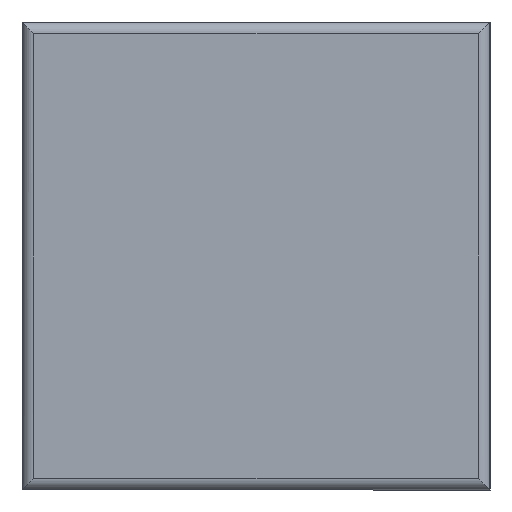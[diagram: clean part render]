
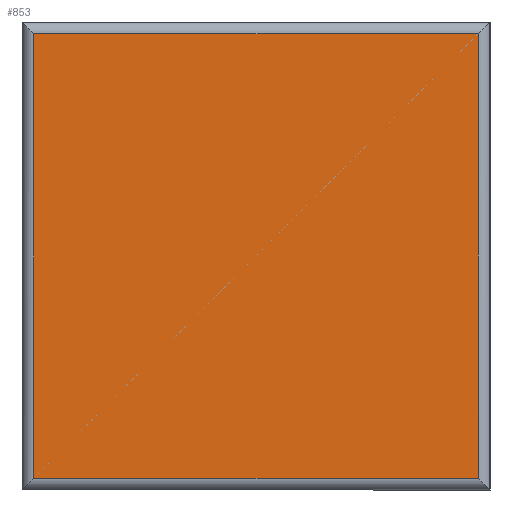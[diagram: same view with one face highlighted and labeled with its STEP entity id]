
A CAD part, left-side view. The second image highlights one B-rep face of the part: STEP entity #853.
In plain terms, the highlighted planar face has unit normal (-1, 0, 0).
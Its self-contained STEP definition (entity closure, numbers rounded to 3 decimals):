
#19 = VECTOR ( 'NONE', #310, 1000. ) ;
#40 = DIRECTION ( 'NONE',  ( 1., 0., 0. ) ) ;
#165 = EDGE_CURVE ( 'NONE', #207, #1208, #335, .T. ) ;
#166 = ORIENTED_EDGE ( 'NONE', *, *, #165, .T. ) ;
#207 = VERTEX_POINT ( 'NONE', #907 ) ;
#236 = EDGE_CURVE ( 'NONE', #1208, #888, #577, .T. ) ;
#246 = DIRECTION ( 'NONE',  ( 0., 0., -1. ) ) ;
#289 = CARTESIAN_POINT ( 'NONE',  ( 0., 0., 0. ) ) ;
#310 = DIRECTION ( 'NONE',  ( 0., 0., 1. ) ) ;
#335 = LINE ( 'NONE', #951, #658 ) ;
#366 = VERTEX_POINT ( 'NONE', #443 ) ;
#443 = CARTESIAN_POINT ( 'NONE',  ( 0., -0.76, -0.76 ) ) ;
#574 = LINE ( 'NONE', #854, #19 ) ;
#577 = LINE ( 'NONE', #1127, #1022 ) ;
#619 = AXIS2_PLACEMENT_3D ( 'NONE', #289, #40, #751 ) ;
#651 = EDGE_CURVE ( 'NONE', #888, #366, #792, .T. ) ;
#658 = VECTOR ( 'NONE', #839, 1000. ) ;
#712 = CARTESIAN_POINT ( 'NONE',  ( 0., 0., -0.76 ) ) ;
#716 = EDGE_LOOP ( 'NONE', ( #166, #789, #790, #1193 ) ) ;
#739 = FACE_OUTER_BOUND ( 'NONE', #716, .T. ) ;
#751 = DIRECTION ( 'NONE',  ( 0., 0., -1. ) ) ;
#789 = ORIENTED_EDGE ( 'NONE', *, *, #236, .T. ) ;
#790 = ORIENTED_EDGE ( 'NONE', *, *, #651, .T. ) ;
#792 = LINE ( 'NONE', #712, #887 ) ;
#839 = DIRECTION ( 'NONE',  ( 0., 1., 0. ) ) ;
#850 = CARTESIAN_POINT ( 'NONE',  ( 0., 0.76, -0.76 ) ) ;
#853 = ADVANCED_FACE ( 'NONE', ( #739 ), #1198, .F. ) ;
#854 = CARTESIAN_POINT ( 'NONE',  ( 0., -0.76, 0. ) ) ;
#887 = VECTOR ( 'NONE', #1148, 1000. ) ;
#888 = VERTEX_POINT ( 'NONE', #850 ) ;
#907 = CARTESIAN_POINT ( 'NONE',  ( 0., -0.76, 0.76 ) ) ;
#951 = CARTESIAN_POINT ( 'NONE',  ( 0., 0., 0.76 ) ) ;
#1022 = VECTOR ( 'NONE', #246, 1000. ) ;
#1087 = CARTESIAN_POINT ( 'NONE',  ( 0., 0.76, 0.76 ) ) ;
#1127 = CARTESIAN_POINT ( 'NONE',  ( 0., 0.76, 0. ) ) ;
#1139 = EDGE_CURVE ( 'NONE', #366, #207, #574, .T. ) ;
#1148 = DIRECTION ( 'NONE',  ( 0., -1., 0. ) ) ;
#1193 = ORIENTED_EDGE ( 'NONE', *, *, #1139, .T. ) ;
#1198 = PLANE ( 'NONE',  #619 ) ;
#1208 = VERTEX_POINT ( 'NONE', #1087 ) ;
